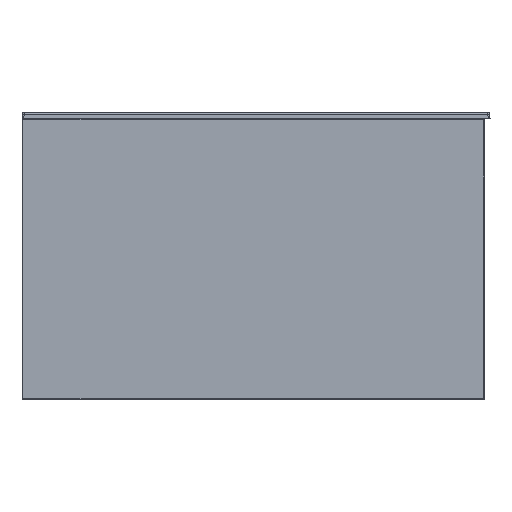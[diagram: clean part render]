
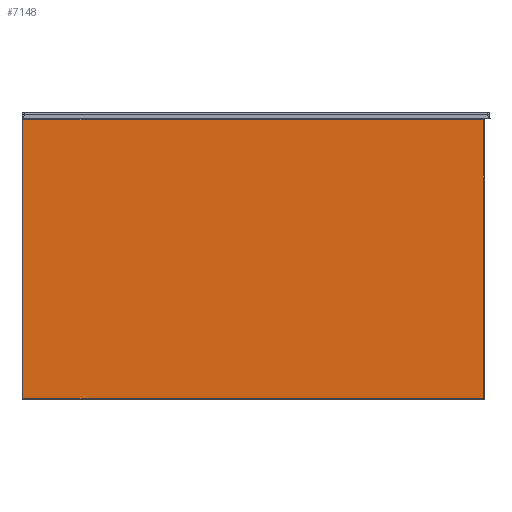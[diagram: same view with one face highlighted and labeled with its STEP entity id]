
A CAD part, left-side view. The second image highlights one B-rep face of the part: STEP entity #7148.
In plain terms, the highlighted planar face has unit normal (-1, 0, 0).
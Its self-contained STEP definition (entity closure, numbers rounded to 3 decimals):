
#604=PLANE('',#7719);
#856=FACE_OUTER_BOUND('',#1316,.T.);
#1316=EDGE_LOOP('',(#5503,#5504,#5505,#5506));
#1958=LINE('',#10560,#2604);
#1962=LINE('',#10568,#2608);
#1965=LINE('',#10574,#2611);
#1968=LINE('',#10579,#2614);
#2604=VECTOR('',#8761,1.);
#2608=VECTOR('',#8767,1.);
#2611=VECTOR('',#8772,1.);
#2614=VECTOR('',#8777,1.);
#3325=VERTEX_POINT('',#10558);
#3326=VERTEX_POINT('',#10559);
#3329=VERTEX_POINT('',#10567);
#3331=VERTEX_POINT('',#10573);
#4090=EDGE_CURVE('',#3325,#3326,#1958,.T.);
#4094=EDGE_CURVE('',#3329,#3325,#1962,.T.);
#4097=EDGE_CURVE('',#3331,#3329,#1965,.T.);
#4100=EDGE_CURVE('',#3326,#3331,#1968,.T.);
#5503=ORIENTED_EDGE('',*,*,#4090,.T.);
#5504=ORIENTED_EDGE('',*,*,#4100,.T.);
#5505=ORIENTED_EDGE('',*,*,#4097,.T.);
#5506=ORIENTED_EDGE('',*,*,#4094,.T.);
#7148=ADVANCED_FACE('',(#856),#604,.F.);
#7719=AXIS2_PLACEMENT_3D('',#10581,#8779,#8780);
#8761=DIRECTION('',(0.,1.,0.));
#8767=DIRECTION('',(0.,0.,1.));
#8772=DIRECTION('',(0.,-1.,0.));
#8777=DIRECTION('',(0.,0.,-1.));
#8779=DIRECTION('center_axis',(1.,0.,0.));
#8780=DIRECTION('ref_axis',(0.,0.,-1.));
#10558=CARTESIAN_POINT('',(-597.,-493.,299.));
#10559=CARTESIAN_POINT('',(-597.,-1.,299.));
#10560=CARTESIAN_POINT('',(-597.,-370.,299.));
#10567=CARTESIAN_POINT('',(-597.,-493.,1.));
#10568=CARTESIAN_POINT('',(-597.,-493.,75.5));
#10573=CARTESIAN_POINT('',(-597.,-1.,1.));
#10574=CARTESIAN_POINT('',(-597.,-124.,1.));
#10579=CARTESIAN_POINT('',(-597.,-1.,224.5));
#10581=CARTESIAN_POINT('Origin',(-597.,-247.,150.));
